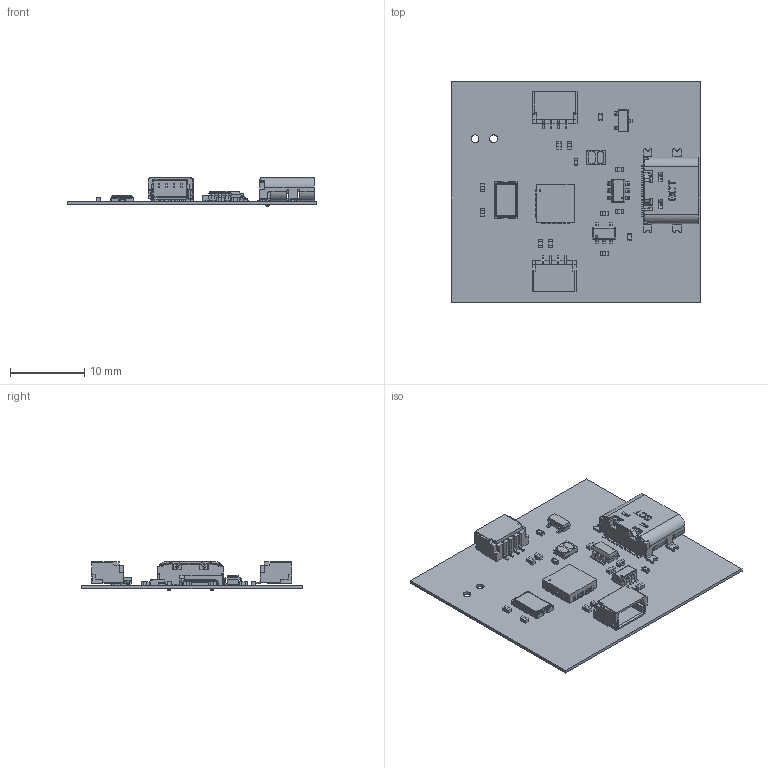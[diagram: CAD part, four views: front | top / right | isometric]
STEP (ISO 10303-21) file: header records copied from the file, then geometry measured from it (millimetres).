
FILE_DESCRIPTION(('Open CASCADE Model'),'2;1');
FILE_NAME('Open CASCADE Shape Model','2025-07-31T15:22:49',('Author'),( 'Open CASCADE'),'Open CASCADE STEP processor 7.5','Open CASCADE 7.5' ,'Unknown');
FILE_SCHEMA(('AUTOMOTIVE_DESIGN { 1 0 10303 214 1 1 1 1 }'));
Length unit declared in the file: millimetre
Products named in the file (36): PCB; Board; Open CASCADE STEP translator 7.5 1.1.1; C4; YAG_CC0402_YAG; C3; R9; J3; SM04B-SRSS-TB; J2; U4; 6176879344; R8; RC0402FR-072KP; R7; R6; U3; 6176879264; Q1; 6176879184; R5; R4; R3; X1; 5032_crystal_oscillator; U2; 6176879504; R2; R1; C2; C1; U1; 6176879664; J1; 6176879104; USB4110-GF-A_revB(1) MF
Assembly tree (47 placements, depth 4):
  PCB
    Board
      Open CASCADE STEP translator 7.5 1.1.1
    C4
      YAG_CC0402_YAG
    C3
      YAG_CC0402_YAG
    R9
      YAG_CC0402_YAG
    J3
      SM04B-SRSS-TB
    J2
      SM04B-SRSS-TB
    U4
      6176879344
    R8
      RC0402FR-072KP
    R7
      RC0402FR-072KP
    R6
      RC0402FR-072KP
    U3
      6176879264
    Q1
      6176879184
    R5
      YAG_CC0402_YAG
    R4
      YAG_CC0402_YAG
    R3
      YAG_CC0402_YAG
    X1
      5032_crystal_oscillator
    U2
      6176879504
    R2
      YAG_CC0402_YAG
    R1
      YAG_CC0402_YAG
    C2
      YAG_CC0402_YAG
    C1
      YAG_CC0402_YAG
    U1
      6176879664
    J1
      6176879104
        USB4110-GF-A_revB(1) MF
Bounding box: 33.53 x 29.59 x 3.89 mm (x, y, z)
Volume: 675.1 mm3; surface area: 3298.8 mm2
Topology: 124 solids, 124 shells, 2372 faces, 6212 edges, 4063 vertices
Faces by surface type: plane 1924, cylinder 403, cone 27, torus 12, bspline 6
Full cylindrical faces by diameter (mm): 0.088 x1, 0.255 x1, 0.65 x2, 1.05 x2
Entity records: 68952 total; most frequent: CARTESIAN_POINT 11620, ORIENTED_EDGE 10104, DIRECTION 9320, EDGE_CURVE 5052, LINE 4038, VECTOR 4038, VERTEX_POINT 3293, AXIS2_PLACEMENT_3D 2641
